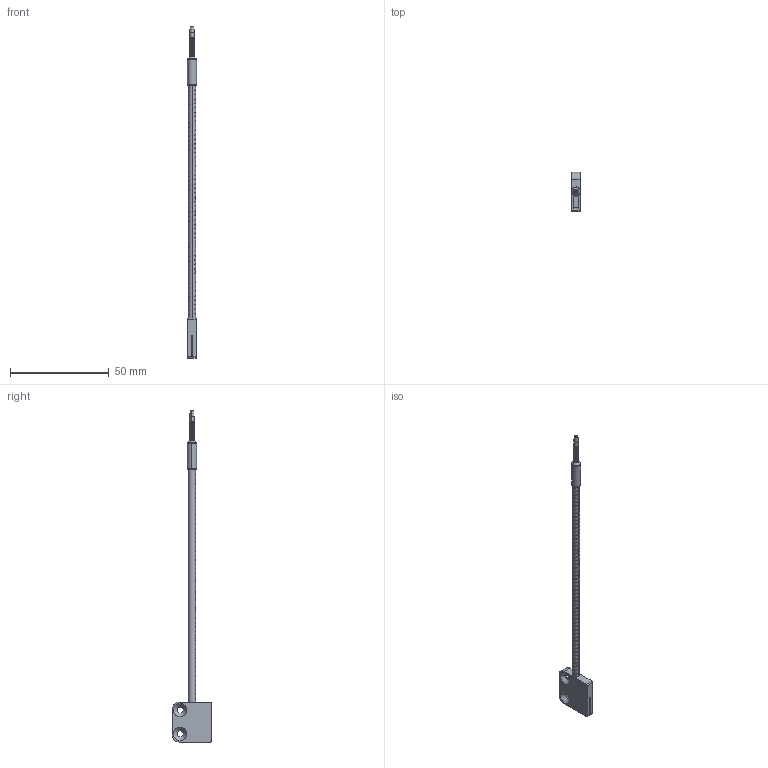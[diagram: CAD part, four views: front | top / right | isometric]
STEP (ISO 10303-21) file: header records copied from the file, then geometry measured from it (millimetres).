
FILE_DESCRIPTION((''),'2;1');
FILE_NAME('192749_ASM','2016-02-09T',('pdmadmin'),(''),'PRO/ENGINEER BY PARAMETRIC TECHNOLOGY CORPORATION, 2013230','PRO/ENGINEER BY PARAMETRIC TECHNOLOGY CORPORATION, 2013230','');
FILE_SCHEMA(('CONFIG_CONTROL_DESIGN'));
Length unit declared in the file: inch
Products named in the file (7): 110886; 110534; 110532; 10143; 70869_ASM; 192749-POTTING; 192749_ASM
Assembly tree (6 placements, depth 3):
  192749_ASM
    70869_ASM
      110886
      110534
      110532
      10143
    192749-POTTING
Bounding box: 4.6 x 19.99 x 167.89 mm (x, y, z)
Volume: 1947.4 mm3; surface area: 9183.1 mm2
Topology: 13 solids, 13 shells, 634 faces, 1339 edges, 738 vertices
Faces by surface type: torus 200, cylinder 159, cone 140, plane 73, bspline 62
Entity records: 29363 total; most frequent: CARTESIAN_POINT 15348, DIRECTION 3262, ORIENTED_EDGE 2678, AXIS2_PLACEMENT_3D 1403, EDGE_CURVE 1339, CIRCLE 814, VERTEX_POINT 738, EDGE_LOOP 685
